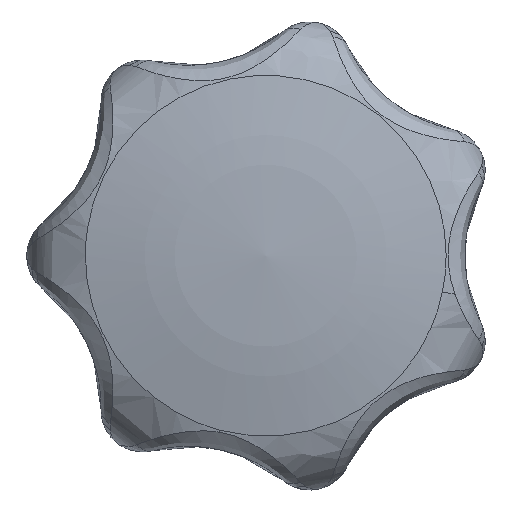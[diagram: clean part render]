
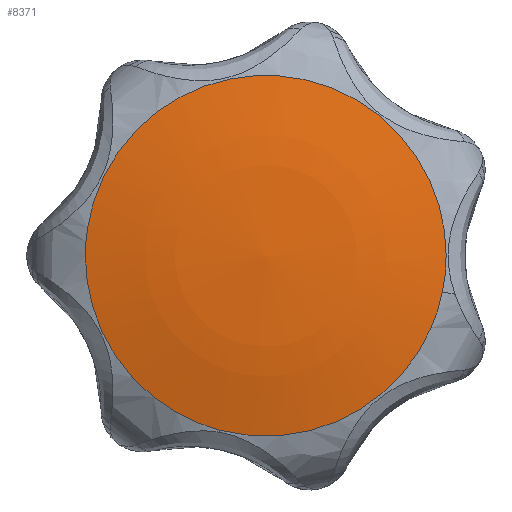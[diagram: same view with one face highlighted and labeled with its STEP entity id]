
A CAD part, top view. The second image highlights one B-rep face of the part: STEP entity #8371.
In plain terms, the highlighted free-form (B-spline) face has degree [2, 2] with [4, 4] control points.
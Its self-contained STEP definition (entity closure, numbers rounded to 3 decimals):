
#1084=CARTESIAN_POINT('',(-12.078,0.0,18.682));
#1085=VERTEX_POINT('',#1084);
#1086=CARTESIAN_POINT('',(-3.085,-11.678,18.682));
#1087=VERTEX_POINT('',#1086);
#1088=CARTESIAN_POINT('',(-12.078,0.0,18.682));
#1089=CARTESIAN_POINT('',(-12.078,-9.302,18.682));
#1090=CARTESIAN_POINT('',(-3.085,-11.678,18.682));
#1098=(BOUNDED_CURVE()B_SPLINE_CURVE(2,(#1088,#1089,#1090),.UNSPECIFIED.,.F.,.U.)B_SPLINE_CURVE_WITH_KNOTS((3,3),(0.0,0.206),.UNSPECIFIED.)CURVE()GEOMETRIC_REPRESENTATION_ITEM()RATIONAL_B_SPLINE_CURVE((1.0,0.758,0.916))REPRESENTATION_ITEM(''));
#1099=EDGE_CURVE('',#1085,#1087,#1098,.T.);
#1101=CARTESIAN_POINT('',(12.078,0.0,18.682));
#1102=VERTEX_POINT('',#1101);
#1103=CARTESIAN_POINT('',(12.078,0.0,18.682));
#1104=CARTESIAN_POINT('',(12.078,12.078,18.682));
#1105=CARTESIAN_POINT('',(0.0,12.078,18.682));
#1106=CARTESIAN_POINT('',(-12.078,12.078,18.682));
#1107=CARTESIAN_POINT('',(-12.078,0.0,18.682));
#1115=(BOUNDED_CURVE()B_SPLINE_CURVE(2,(#1103,#1104,#1105,#1106,#1107),.UNSPECIFIED.,.F.,.U.)B_SPLINE_CURVE_WITH_KNOTS((3,2,3),(0.5,0.75,1.0),.UNSPECIFIED.)CURVE()GEOMETRIC_REPRESENTATION_ITEM()RATIONAL_B_SPLINE_CURVE((1.0,0.707,1.0,0.707,1.0))REPRESENTATION_ITEM(''));
#1116=EDGE_CURVE('',#1102,#1085,#1115,.T.);
#1118=CARTESIAN_POINT('',(11.835,-2.412,18.682));
#1119=VERTEX_POINT('',#1118);
#1120=CARTESIAN_POINT('',(11.835,-2.412,18.682));
#1121=CARTESIAN_POINT('',(12.078,-1.218,18.682));
#1122=CARTESIAN_POINT('',(12.078,0.0,18.682));
#1130=(BOUNDED_CURVE()B_SPLINE_CURVE(2,(#1120,#1121,#1122),.UNSPECIFIED.,.F.,.U.)B_SPLINE_CURVE_WITH_KNOTS((3,3),(0.466,0.5),.UNSPECIFIED.)CURVE()GEOMETRIC_REPRESENTATION_ITEM()RATIONAL_B_SPLINE_CURVE((0.931,0.96,1.0))REPRESENTATION_ITEM(''));
#1131=EDGE_CURVE('',#1119,#1102,#1130,.T.);
#1725=CARTESIAN_POINT('',(-3.085,-11.678,18.682));
#1726=CARTESIAN_POINT('',(-1.569,-12.078,18.682));
#1727=CARTESIAN_POINT('',(0.0,-12.078,18.682));
#1728=CARTESIAN_POINT('',(9.865,-12.078,18.682));
#1729=CARTESIAN_POINT('',(11.835,-2.412,18.682));
#1737=(BOUNDED_CURVE()B_SPLINE_CURVE(2,(#1725,#1726,#1727,#1728,#1729),.UNSPECIFIED.,.F.,.U.)B_SPLINE_CURVE_WITH_KNOTS((3,2,3),(0.206,0.25,0.466),.UNSPECIFIED.)CURVE()GEOMETRIC_REPRESENTATION_ITEM()RATIONAL_B_SPLINE_CURVE((0.916,0.949,1.0,0.747,0.931))REPRESENTATION_ITEM(''));
#1738=EDGE_CURVE('',#1087,#1119,#1737,.T.);
#8341=CARTESIAN_POINT('',(-13.067,-13.066,16.863));
#8342=CARTESIAN_POINT('',(-6.626,-13.251,18.41));
#8343=CARTESIAN_POINT('',(6.626,-13.251,18.41));
#8344=CARTESIAN_POINT('',(13.067,-13.066,16.863));
#8345=CARTESIAN_POINT('',(-13.252,-6.626,18.409));
#8346=CARTESIAN_POINT('',(-6.722,-6.721,20.));
#8347=CARTESIAN_POINT('',(6.722,-6.721,20.));
#8348=CARTESIAN_POINT('',(13.252,-6.626,18.409));
#8349=CARTESIAN_POINT('',(-13.252,6.626,18.409));
#8350=CARTESIAN_POINT('',(-6.722,6.722,20.));
#8351=CARTESIAN_POINT('',(6.722,6.722,20.));
#8352=CARTESIAN_POINT('',(13.252,6.626,18.409));
#8353=CARTESIAN_POINT('',(-13.067,13.067,16.863));
#8354=CARTESIAN_POINT('',(-6.626,13.252,18.409));
#8355=CARTESIAN_POINT('',(6.626,13.252,18.409));
#8356=CARTESIAN_POINT('',(13.067,13.067,16.863));
#8364=(BOUNDED_SURFACE()B_SPLINE_SURFACE(2,2,((#8341,#8345,#8349,#8353),(#8342,#8346,#8350,#8354),(#8343,#8347,#8351,#8355),(#8344,#8348,#8352,#8356)),.UNSPECIFIED.,.F.,.F.,.U.)B_SPLINE_SURFACE_WITH_KNOTS((3,1,3),(3,1,3),(14.117,27.152,40.188),(14.118,27.152,40.188),.UNSPECIFIED.)GEOMETRIC_REPRESENTATION_ITEM()RATIONAL_B_SPLINE_SURFACE(((1.029,1.014,1.014,1.029),(1.014,1.0,1.0,1.014),(1.014,1.0,1.0,1.014),(1.029,1.014,1.014,1.029)))REPRESENTATION_ITEM('')SURFACE());
#8365=ORIENTED_EDGE('',*,*,#1099,.T.);
#8366=ORIENTED_EDGE('',*,*,#1738,.T.);
#8367=ORIENTED_EDGE('',*,*,#1131,.T.);
#8368=ORIENTED_EDGE('',*,*,#1116,.T.);
#8369=EDGE_LOOP('',(#8365,#8366,#8367,#8368));
#8370=FACE_OUTER_BOUND('',#8369,.T.);
#8371=ADVANCED_FACE('',(#8370),#8364,.T.);
